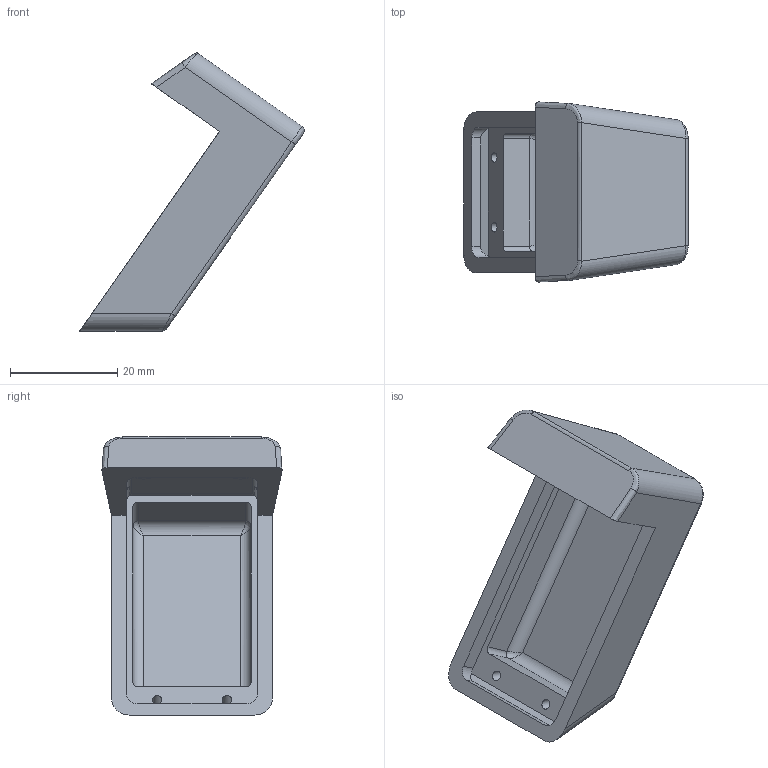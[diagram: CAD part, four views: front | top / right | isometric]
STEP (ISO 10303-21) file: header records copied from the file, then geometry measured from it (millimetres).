
FILE_DESCRIPTION(/* description */ (''),/* implementation_level */ '2;1');
FILE_NAME(/* name */ 'battery_body_rev11.step',/* time_stamp */ '2025-09-13T18:48:48-07:00',/* author */ (''),/* organization */ (''),/* preprocessor_version */ 'ST-DEVELOPER v20.1',/* originating_system */ 'Autodesk Translation Framework v14.10.0.0',/* authorisation */ '');
FILE_SCHEMA (('AUTOMOTIVE_DESIGN { 1 0 10303 214 3 1 1 }'));
Length unit declared in the file: millimetre
Products named in the file (1): battery_body_rev11
Bounding box: 41.8 x 33.57 x 51.82 mm (x, y, z)
Volume: 9988.6 mm3; surface area: 7907 mm2
Topology: 1 solids, 1 shells, 78 faces, 199 edges, 122 vertices
Faces by surface type: cylinder 31, plane 28, bspline 17, cone 2
Full cylindrical faces by diameter (mm): 1.769 x4, 5 x2
Entity records: 2968 total; most frequent: CARTESIAN_POINT 1123, ORIENTED_EDGE 386, DIRECTION 361, EDGE_CURVE 193, AXIS2_PLACEMENT_3D 137, VERTEX_POINT 122, LINE 87, VECTOR 87
